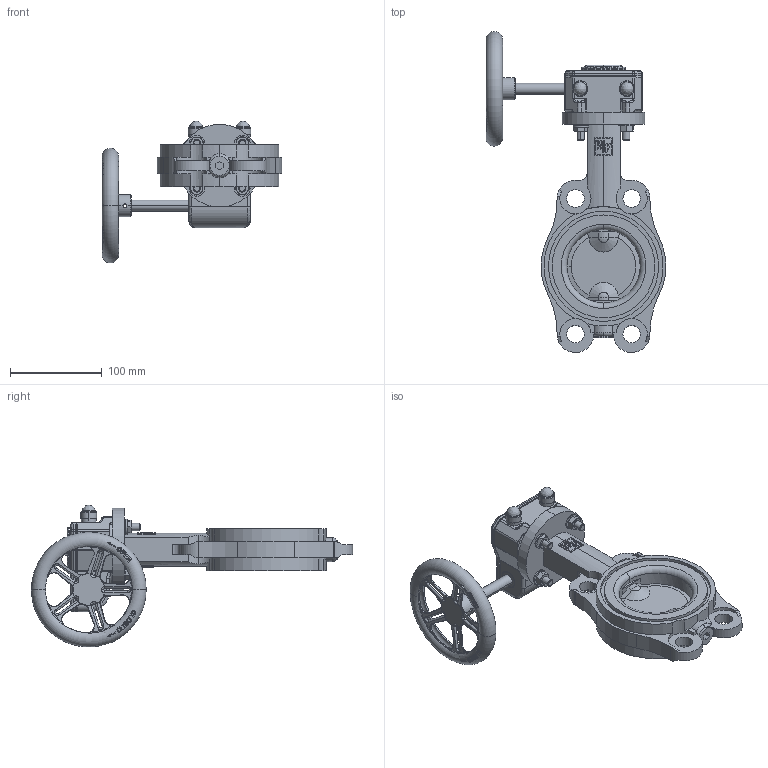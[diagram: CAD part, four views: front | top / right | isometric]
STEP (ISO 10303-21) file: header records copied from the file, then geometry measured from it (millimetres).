
FILE_DESCRIPTION (( 'STEP AP214' ), '1' );
FILE_NAME ('EVBLS DN80 PN16 X20-PS125.STEP', '2016-02-04T11:27:58', ( '' ), ( '' ), 'SwSTEP 2.0', 'SolidWorks 2015', '' );
FILE_SCHEMA (( 'AUTOMOTIVE_DESIGN' ));
Length unit declared in the file: millimetre
Products named in the file (1): EVBLS DN80 PN16 X20-PS125
Bounding box: 196 x 349.89 x 154.62 mm (x, y, z)
Volume: 1033277.3 mm3; surface area: 171820.5 mm2
Topology: 1 solids, 14 shells, 1750 faces, 4479 edges, 2844 vertices
Faces by surface type: plane 715, bspline 454, cylinder 397, cone 124, torus 56, sphere 4
Entity records: 89188 total; most frequent: CARTESIAN_POINT 30511, ORIENTED_EDGE 8914, DIRECTION 7095, EDGE_CURVE 4457, VERTEX_POINT 2842, AXIS2_PLACEMENT_3D 2528, LINE 2039, VECTOR 2039
